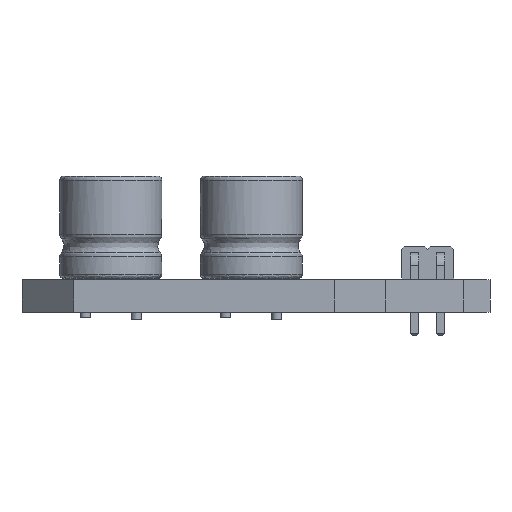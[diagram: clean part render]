
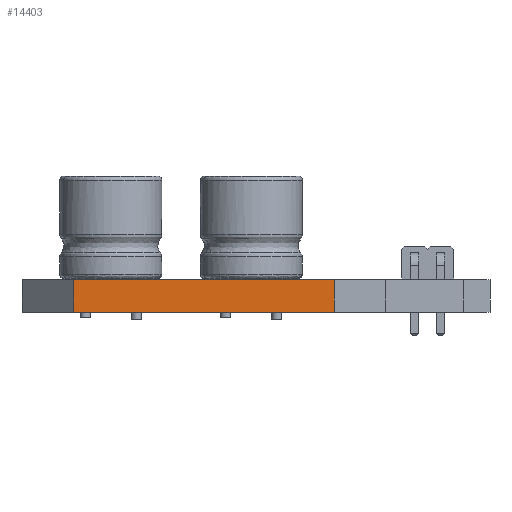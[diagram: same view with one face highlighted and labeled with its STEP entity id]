
A CAD part, front view. The second image highlights one B-rep face of the part: STEP entity #14403.
In plain terms, the highlighted planar face has unit normal (0, -1, 0).
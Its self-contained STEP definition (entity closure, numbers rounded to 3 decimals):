
#11568 = PLANE('',#11569);
#11569 = AXIS2_PLACEMENT_3D('',#11570,#11571,#11572);
#11570 = CARTESIAN_POINT('',(157.48,-66.04,1.6));
#11571 = DIRECTION('',(0.,0.,-1.));
#11572 = DIRECTION('',(-1.,0.,0.));
#11622 = PLANE('',#11623);
#11623 = AXIS2_PLACEMENT_3D('',#11624,#11625,#11626);
#11624 = CARTESIAN_POINT('',(157.48,-66.04,0.));
#11625 = DIRECTION('',(0.,0.,-1.));
#11626 = DIRECTION('',(-1.,0.,0.));
#11753 = PLANE('',#11754);
#11754 = AXIS2_PLACEMENT_3D('',#11755,#11756,#11757);
#11755 = CARTESIAN_POINT('',(154.94,-111.506,0.));
#11756 = DIRECTION('',(0.74,0.673,0.));
#11757 = DIRECTION('',(0.673,-0.74,0.));
#11955 = VERTEX_POINT('',#11956);
#11956 = CARTESIAN_POINT('',(170.18,-114.3,0.));
#11970 = PLANE('',#11971);
#11971 = AXIS2_PLACEMENT_3D('',#11972,#11973,#11974);
#11972 = CARTESIAN_POINT('',(170.18,-114.3,0.));
#11973 = DIRECTION('',(-0.707,0.707,0.));
#11974 = DIRECTION('',(0.707,0.707,0.));
#11982 = EDGE_CURVE('',#11983,#11955,#11985,.T.);
#11983 = VERTEX_POINT('',#11984);
#11984 = CARTESIAN_POINT('',(157.48,-114.3,0.));
#11985 = SURFACE_CURVE('',#11986,(#11990,#11997),.PCURVE_S1.);
#11986 = LINE('',#11987,#11988);
#11987 = CARTESIAN_POINT('',(157.48,-114.3,0.));
#11988 = VECTOR('',#11989,1.);
#11989 = DIRECTION('',(1.,0.,0.));
#11990 = PCURVE('',#11622,#11991);
#11991 = DEFINITIONAL_REPRESENTATION('',(#11992),#11996);
#11992 = LINE('',#11993,#11994);
#11993 = CARTESIAN_POINT('',(0.,-48.26));
#11994 = VECTOR('',#11995,1.);
#11995 = DIRECTION('',(-1.,0.));
#11996 = ( GEOMETRIC_REPRESENTATION_CONTEXT(2) 
PARAMETRIC_REPRESENTATION_CONTEXT() REPRESENTATION_CONTEXT('2D SPACE',''
  ) );
#11997 = PCURVE('',#11998,#12003);
#11998 = PLANE('',#11999);
#11999 = AXIS2_PLACEMENT_3D('',#12000,#12001,#12002);
#12000 = CARTESIAN_POINT('',(157.48,-114.3,0.));
#12001 = DIRECTION('',(0.,1.,0.));
#12002 = DIRECTION('',(1.,0.,0.));
#12003 = DEFINITIONAL_REPRESENTATION('',(#12004),#12008);
#12004 = LINE('',#12005,#12006);
#12005 = CARTESIAN_POINT('',(0.,0.));
#12006 = VECTOR('',#12007,1.);
#12007 = DIRECTION('',(1.,0.));
#12008 = ( GEOMETRIC_REPRESENTATION_CONTEXT(2) 
PARAMETRIC_REPRESENTATION_CONTEXT() REPRESENTATION_CONTEXT('2D SPACE',''
  ) );
#13296 = VERTEX_POINT('',#13297);
#13297 = CARTESIAN_POINT('',(170.18,-114.3,1.6));
#13318 = EDGE_CURVE('',#13319,#13296,#13321,.T.);
#13319 = VERTEX_POINT('',#13320);
#13320 = CARTESIAN_POINT('',(157.48,-114.3,1.6));
#13321 = SURFACE_CURVE('',#13322,(#13326,#13333),.PCURVE_S1.);
#13322 = LINE('',#13323,#13324);
#13323 = CARTESIAN_POINT('',(157.48,-114.3,1.6));
#13324 = VECTOR('',#13325,1.);
#13325 = DIRECTION('',(1.,0.,0.));
#13326 = PCURVE('',#11568,#13327);
#13327 = DEFINITIONAL_REPRESENTATION('',(#13328),#13332);
#13328 = LINE('',#13329,#13330);
#13329 = CARTESIAN_POINT('',(0.,-48.26));
#13330 = VECTOR('',#13331,1.);
#13331 = DIRECTION('',(-1.,0.));
#13332 = ( GEOMETRIC_REPRESENTATION_CONTEXT(2) 
PARAMETRIC_REPRESENTATION_CONTEXT() REPRESENTATION_CONTEXT('2D SPACE',''
  ) );
#13333 = PCURVE('',#11998,#13334);
#13334 = DEFINITIONAL_REPRESENTATION('',(#13335),#13339);
#13335 = LINE('',#13336,#13337);
#13336 = CARTESIAN_POINT('',(0.,-1.6));
#13337 = VECTOR('',#13338,1.);
#13338 = DIRECTION('',(1.,0.));
#13339 = ( GEOMETRIC_REPRESENTATION_CONTEXT(2) 
PARAMETRIC_REPRESENTATION_CONTEXT() REPRESENTATION_CONTEXT('2D SPACE',''
  ) );
#14355 = EDGE_CURVE('',#11983,#13319,#14356,.T.);
#14356 = SURFACE_CURVE('',#14357,(#14361,#14368),.PCURVE_S1.);
#14357 = LINE('',#14358,#14359);
#14358 = CARTESIAN_POINT('',(157.48,-114.3,0.));
#14359 = VECTOR('',#14360,1.);
#14360 = DIRECTION('',(0.,0.,1.));
#14361 = PCURVE('',#11753,#14362);
#14362 = DEFINITIONAL_REPRESENTATION('',(#14363),#14367);
#14363 = LINE('',#14364,#14365);
#14364 = CARTESIAN_POINT('',(3.776,0.));
#14365 = VECTOR('',#14366,1.);
#14366 = DIRECTION('',(0.,-1.));
#14367 = ( GEOMETRIC_REPRESENTATION_CONTEXT(2) 
PARAMETRIC_REPRESENTATION_CONTEXT() REPRESENTATION_CONTEXT('2D SPACE',''
  ) );
#14368 = PCURVE('',#11998,#14369);
#14369 = DEFINITIONAL_REPRESENTATION('',(#14370),#14374);
#14370 = LINE('',#14371,#14372);
#14371 = CARTESIAN_POINT('',(0.,0.));
#14372 = VECTOR('',#14373,1.);
#14373 = DIRECTION('',(0.,-1.));
#14374 = ( GEOMETRIC_REPRESENTATION_CONTEXT(2) 
PARAMETRIC_REPRESENTATION_CONTEXT() REPRESENTATION_CONTEXT('2D SPACE',''
  ) );
#14403 = ADVANCED_FACE('',(#14404),#11998,.F.);
#14404 = FACE_BOUND('',#14405,.F.);
#14405 = EDGE_LOOP('',(#14406,#14407,#14408,#14429));
#14406 = ORIENTED_EDGE('',*,*,#14355,.T.);
#14407 = ORIENTED_EDGE('',*,*,#13318,.T.);
#14408 = ORIENTED_EDGE('',*,*,#14409,.F.);
#14409 = EDGE_CURVE('',#11955,#13296,#14410,.T.);
#14410 = SURFACE_CURVE('',#14411,(#14415,#14422),.PCURVE_S1.);
#14411 = LINE('',#14412,#14413);
#14412 = CARTESIAN_POINT('',(170.18,-114.3,0.));
#14413 = VECTOR('',#14414,1.);
#14414 = DIRECTION('',(0.,0.,1.));
#14415 = PCURVE('',#11998,#14416);
#14416 = DEFINITIONAL_REPRESENTATION('',(#14417),#14421);
#14417 = LINE('',#14418,#14419);
#14418 = CARTESIAN_POINT('',(12.7,0.));
#14419 = VECTOR('',#14420,1.);
#14420 = DIRECTION('',(0.,-1.));
#14421 = ( GEOMETRIC_REPRESENTATION_CONTEXT(2) 
PARAMETRIC_REPRESENTATION_CONTEXT() REPRESENTATION_CONTEXT('2D SPACE',''
  ) );
#14422 = PCURVE('',#11970,#14423);
#14423 = DEFINITIONAL_REPRESENTATION('',(#14424),#14428);
#14424 = LINE('',#14425,#14426);
#14425 = CARTESIAN_POINT('',(0.,0.));
#14426 = VECTOR('',#14427,1.);
#14427 = DIRECTION('',(0.,-1.));
#14428 = ( GEOMETRIC_REPRESENTATION_CONTEXT(2) 
PARAMETRIC_REPRESENTATION_CONTEXT() REPRESENTATION_CONTEXT('2D SPACE',''
  ) );
#14429 = ORIENTED_EDGE('',*,*,#11982,.F.);
